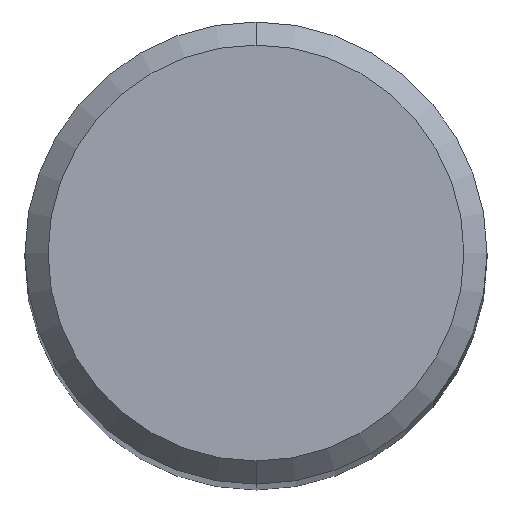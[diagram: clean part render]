
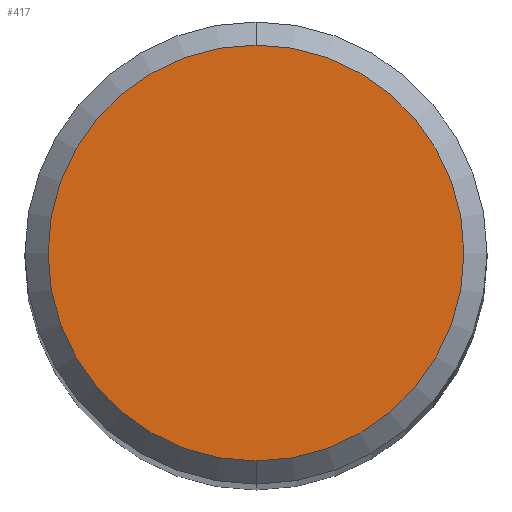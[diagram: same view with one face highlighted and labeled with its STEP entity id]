
A CAD part, top view. The second image highlights one B-rep face of the part: STEP entity #417.
In plain terms, the highlighted planar face has unit normal (0, 0, 1).
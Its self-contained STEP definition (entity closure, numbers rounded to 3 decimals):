
#175=VERTEX_POINT('',#466);
#191=EDGE_CURVE('',#175,#219,#483,.T.);
#219=VERTEX_POINT('',#512);
#417=ADVANCED_FACE('',(#734),#735,.T.);
#431=EDGE_CURVE('',#219,#175,#749,.T.);
#466=CARTESIAN_POINT('',(0.0,3.6,0.0));
#483=CIRCLE('',#840,3.6);
#512=CARTESIAN_POINT('',(0.,-3.6,0.0));
#734=FACE_OUTER_BOUND('',#1358,.T.);
#735=PLANE('',#1359);
#749=CIRCLE('',#1376,3.6);
#840=AXIS2_PLACEMENT_3D('',#1407,#1408,#1409);
#1358=EDGE_LOOP('',(#1703,#1704));
#1359=AXIS2_PLACEMENT_3D('',#1705,#1706,#1707);
#1376=AXIS2_PLACEMENT_3D('',#1714,#1715,#1716);
#1407=CARTESIAN_POINT('',(0.0,0.0,0.0));
#1408=DIRECTION('',(0.0,0.0,-1.0));
#1409=DIRECTION('',(0.0,1.0,0.0));
#1703=ORIENTED_EDGE('',*,*,#191,.F.);
#1704=ORIENTED_EDGE('',*,*,#431,.F.);
#1705=CARTESIAN_POINT('',(0.0,1.8,0.0));
#1706=DIRECTION('',(-0.0,0.0,1.0));
#1707=DIRECTION('',(0.0,-1.0,0.0));
#1714=CARTESIAN_POINT('',(0.0,0.0,0.0));
#1715=DIRECTION('',(0.0,0.0,-1.0));
#1716=DIRECTION('',(0.0,1.0,0.0));
